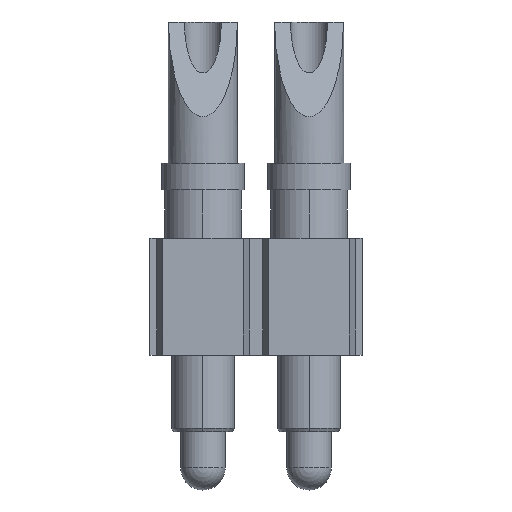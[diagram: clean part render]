
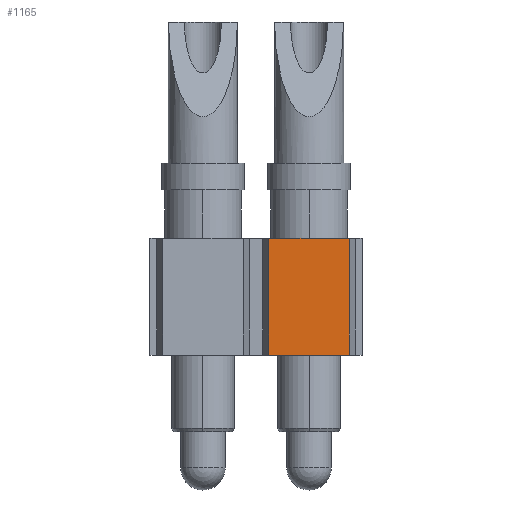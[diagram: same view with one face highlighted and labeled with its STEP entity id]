
A CAD part, top view. The second image highlights one B-rep face of the part: STEP entity #1165.
In plain terms, the highlighted planar face has unit normal (0, 0, 1).
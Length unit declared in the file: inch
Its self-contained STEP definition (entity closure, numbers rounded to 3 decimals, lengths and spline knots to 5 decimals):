
#86 = CARTESIAN_POINT ( 'NONE',  ( 0.17593, 0., 0. ) ) ;
#90 = AXIS2_PLACEMENT_3D ( 'NONE', #2340, #3094, #2722 ) ;
#98 = CARTESIAN_POINT ( 'NONE',  ( 0., -0.11, 0. ) ) ;
#191 = LINE ( 'NONE', #1348, #2718 ) ;
#347 = CARTESIAN_POINT ( 'NONE',  ( 0.17593, -0.11, 0. ) ) ;
#355 = VERTEX_POINT ( 'NONE', #86 ) ;
#417 = DIRECTION ( 'NONE',  ( 0., 1., 0. ) ) ;
#447 = VECTOR ( 'NONE', #956, 39.37008 ) ;
#478 = EDGE_CURVE ( 'NONE', #1763, #355, #4998, .T. ) ;
#908 = ORIENTED_EDGE ( 'NONE', *, *, #1777, .F. ) ;
#956 = DIRECTION ( 'NONE',  ( 1., 0., 0. ) ) ;
#1130 = CARTESIAN_POINT ( 'NONE',  ( 0.1, -0.11, 0. ) ) ;
#1165 = ADVANCED_FACE ( 'NONE', ( #4111 ), #4340, .T. ) ;
#1213 = ORIENTED_EDGE ( 'NONE', *, *, #4106, .T. ) ;
#1263 = DIRECTION ( 'NONE',  ( 1., 0., 0. ) ) ;
#1328 = VERTEX_POINT ( 'NONE', #1130 ) ;
#1348 = CARTESIAN_POINT ( 'NONE',  ( 0.1, -0.11, 0. ) ) ;
#1414 = EDGE_CURVE ( 'NONE', #2882, #355, #2975, .T. ) ;
#1470 = ORIENTED_EDGE ( 'NONE', *, *, #478, .F. ) ;
#1703 = ORIENTED_EDGE ( 'NONE', *, *, #1414, .T. ) ;
#1763 = VERTEX_POINT ( 'NONE', #4953 ) ;
#1777 = EDGE_CURVE ( 'NONE', #1328, #1763, #191, .T. ) ;
#2340 = CARTESIAN_POINT ( 'NONE',  ( 0., -0.11, 0. ) ) ;
#2419 = VECTOR ( 'NONE', #417, 39.37008 ) ;
#2718 = VECTOR ( 'NONE', #2889, 39.37008 ) ;
#2722 = DIRECTION ( 'NONE',  ( 1., 0., 0. ) ) ;
#2824 = CARTESIAN_POINT ( 'NONE',  ( 0.17593, -0.11, 0. ) ) ;
#2882 = VERTEX_POINT ( 'NONE', #347 ) ;
#2889 = DIRECTION ( 'NONE',  ( 0., 1., 0. ) ) ;
#2975 = LINE ( 'NONE', #2824, #2419 ) ;
#3094 = DIRECTION ( 'NONE',  ( 0., 0., 1. ) ) ;
#3267 = LINE ( 'NONE', #98, #4591 ) ;
#3942 = EDGE_LOOP ( 'NONE', ( #908, #1213, #1703, #1470 ) ) ;
#4106 = EDGE_CURVE ( 'NONE', #1328, #2882, #3267, .T. ) ;
#4111 = FACE_OUTER_BOUND ( 'NONE', #3942, .T. ) ;
#4340 = PLANE ( 'NONE',  #90 ) ;
#4549 = CARTESIAN_POINT ( 'NONE',  ( 0., 0., 0. ) ) ;
#4591 = VECTOR ( 'NONE', #1263, 39.37008 ) ;
#4953 = CARTESIAN_POINT ( 'NONE',  ( 0.1, 0., 0. ) ) ;
#4998 = LINE ( 'NONE', #4549, #447 ) ;
